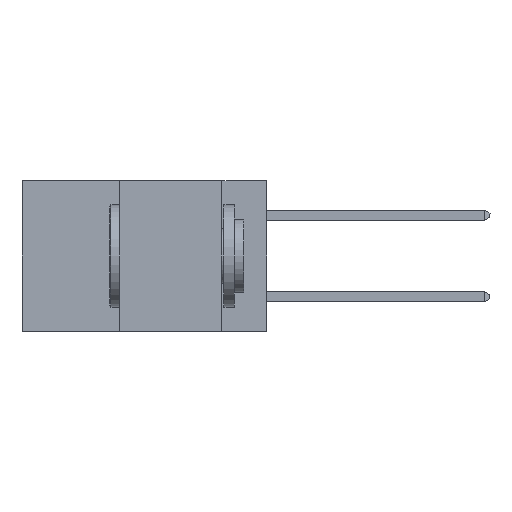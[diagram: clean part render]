
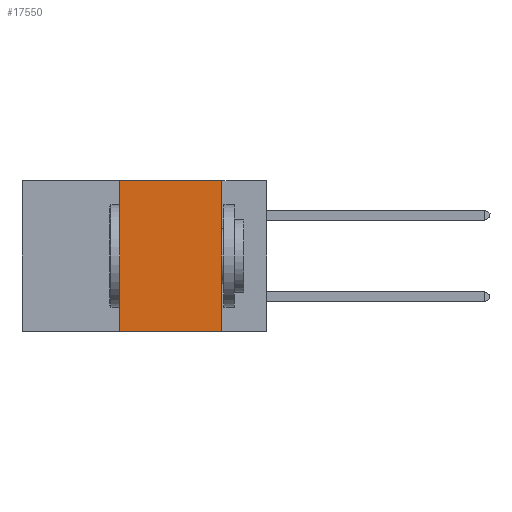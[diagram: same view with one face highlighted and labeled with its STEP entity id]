
A CAD part, left-side view. The second image highlights one B-rep face of the part: STEP entity #17550.
In plain terms, the highlighted planar face has unit normal (-1, 0, 0).
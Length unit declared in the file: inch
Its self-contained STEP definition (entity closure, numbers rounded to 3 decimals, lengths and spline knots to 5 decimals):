
#526 = EDGE_CURVE ( 'NONE', #4279, #10312, #5889, .T. ) ;
#588 = PLANE ( 'NONE',  #7636 ) ;
#1143 = ORIENTED_EDGE ( 'NONE', *, *, #5942, .T. ) ;
#2220 = DIRECTION ( 'NONE',  ( 0., 0., -1. ) ) ;
#2685 = EDGE_CURVE ( 'NONE', #10312, #6235, #16323, .T. ) ;
#2691 = ORIENTED_EDGE ( 'NONE', *, *, #13712, .F. ) ;
#3055 = VECTOR ( 'NONE', #14476, 39.37008 ) ;
#3720 = CARTESIAN_POINT ( 'NONE',  ( 0., 0.11, 0. ) ) ;
#3780 = CARTESIAN_POINT ( 'NONE',  ( 0., 0.6, 0. ) ) ;
#3988 = LINE ( 'NONE', #18444, #15167 ) ;
#4279 = VERTEX_POINT ( 'NONE', #19484 ) ;
#5420 = ORIENTED_EDGE ( 'NONE', *, *, #2685, .F. ) ;
#5514 = CARTESIAN_POINT ( 'NONE',  ( 0., 0.36, 0. ) ) ;
#5889 = LINE ( 'NONE', #8382, #17652 ) ;
#5942 = EDGE_CURVE ( 'NONE', #4279, #6294, #10689, .T. ) ;
#6190 = DIRECTION ( 'NONE',  ( 0., -1., 0. ) ) ;
#6235 = VERTEX_POINT ( 'NONE', #3720 ) ;
#6294 = VERTEX_POINT ( 'NONE', #16643 ) ;
#7636 = AXIS2_PLACEMENT_3D ( 'NONE', #3780, #11757, #2220 ) ;
#8382 = CARTESIAN_POINT ( 'NONE',  ( 0., 0.36, 0. ) ) ;
#10312 = VERTEX_POINT ( 'NONE', #5514 ) ;
#10411 = DIRECTION ( 'NONE',  ( 0., 0., -1. ) ) ;
#10689 = LINE ( 'NONE', #17376, #18748 ) ;
#11757 = DIRECTION ( 'NONE',  ( 1., 0., 0. ) ) ;
#13712 = EDGE_CURVE ( 'NONE', #6235, #6294, #3988, .T. ) ;
#14052 = EDGE_LOOP ( 'NONE', ( #2691, #5420, #16182, #1143 ) ) ;
#14476 = DIRECTION ( 'NONE',  ( 0., -1., 0. ) ) ;
#14759 = CARTESIAN_POINT ( 'NONE',  ( 0., 0.6, 0. ) ) ;
#15167 = VECTOR ( 'NONE', #10411, 39.37008 ) ;
#16182 = ORIENTED_EDGE ( 'NONE', *, *, #526, .F. ) ;
#16323 = LINE ( 'NONE', #14759, #3055 ) ;
#16643 = CARTESIAN_POINT ( 'NONE',  ( 0., 0.11, -0.37 ) ) ;
#17376 = CARTESIAN_POINT ( 'NONE',  ( 0., 0.6, -0.37 ) ) ;
#17550 = ADVANCED_FACE ( 'NONE', ( #18526 ), #588, .F. ) ;
#17652 = VECTOR ( 'NONE', #19769, 39.37008 ) ;
#18444 = CARTESIAN_POINT ( 'NONE',  ( 0., 0.11, 0. ) ) ;
#18526 = FACE_OUTER_BOUND ( 'NONE', #14052, .T. ) ;
#18748 = VECTOR ( 'NONE', #6190, 39.37008 ) ;
#19484 = CARTESIAN_POINT ( 'NONE',  ( 0., 0.36, -0.37 ) ) ;
#19769 = DIRECTION ( 'NONE',  ( 0., 0., 1. ) ) ;
